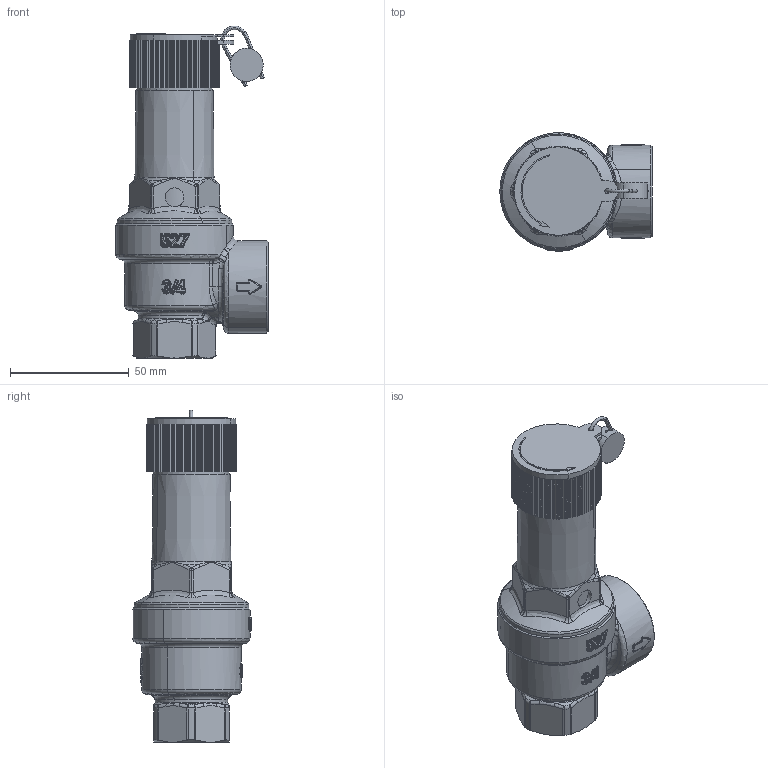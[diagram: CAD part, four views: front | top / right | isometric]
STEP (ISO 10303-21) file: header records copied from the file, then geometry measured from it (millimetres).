
FILE_DESCRIPTION(('CATIA V5 STEP Exchange','CAx-IF Rec.Pracs.--- Model Styling and Organization---1.4--- 2014-01-23','CAx-IF Rec.Pracs.---3D Tessellated Data Validation Properties---0.5---2014-09-14'),'2;1');
FILE_NAME('STEP_527560_-_TST.stp','2021-04-22T06:32:38+00:00',('none'),('none'),'CATIA Version 5-6 Release 2019 SP3','CATIA V5 STEP AP242 v1','none');
FILE_SCHEMA(('AP242_MANAGED_MODEL_BASED_3D_ENGINEERING_MIM_LF {1 0 10303 442 1 1 4}'));
Products named in the file (1): 527560 - TST
Bounding box: 64.25 x 49.83 x 139.91 mm (x, y, z)
Volume: 179130.8 mm3; surface area: 24220.1 mm2
Topology: 1 solids, 1 shells, 1159 faces, 2923 edges, 1725 vertices
Faces by surface type: bspline 517, plane 277, cylinder 233, sphere 54, cone 41, torus 37
Entity records: 63612 total; most frequent: CARTESIAN_POINT 40631, ORIENTED_EDGE 5724, EDGE_CURVE 2862, DIRECTION 2356, VERTEX_POINT 1725, B_SPLINE_CURVE_WITH_KNOTS 1406, EDGE_LOOP 1189, ADVANCED_FACE 1159
